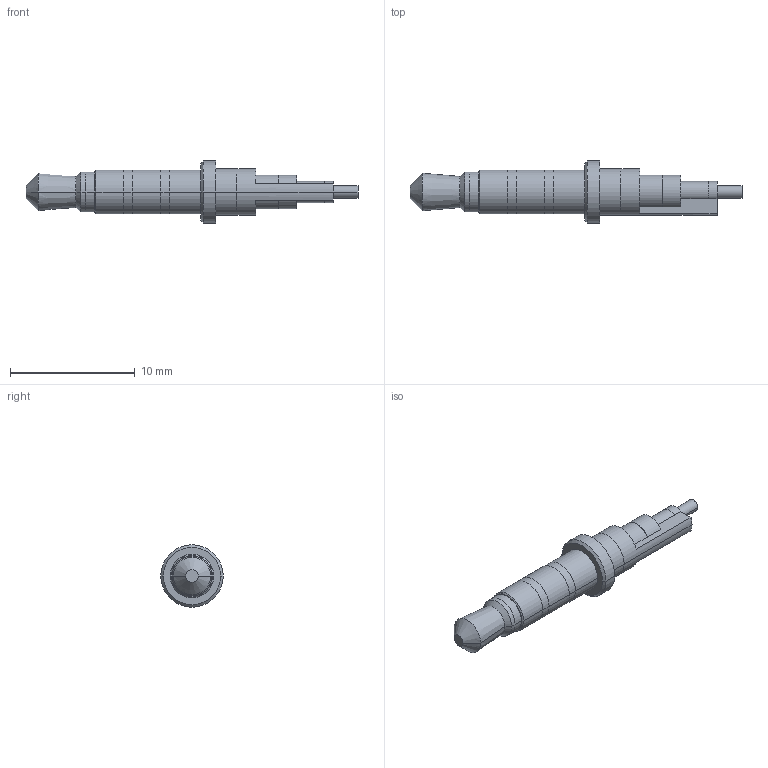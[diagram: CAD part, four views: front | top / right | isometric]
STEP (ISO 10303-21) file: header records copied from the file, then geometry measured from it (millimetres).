
FILE_DESCRIPTION (( 'STEP AP203' ), '1' );
FILE_NAME ('50-00948.STEP', '2020-05-19T22:09:12', ( '' ), ( '' ), 'SwSTEP 2.0', 'SolidWorks 2015', '' );
FILE_SCHEMA (( 'CONFIG_CONTROL_DESIGN' ));
Length unit declared in the file: millimetre
Products named in the file (12): 50-00948_ring1; 50-00948_tip_solder contact; 50-00948_tip; 50-00948_insulator4; 50-00948_ring2_solder contact; 50-00948_insulator2; 50-00948_insulator3; 50-00948_sleeve; 50-00948; 50-00948_ring1_solder contact; 50-00948_ring2; 50-00948_insulator1
Assembly tree (11 placements, depth 2):
  50-00948
    50-00948_tip
    50-00948_ring1
    50-00948_ring2
    50-00948_sleeve
    50-00948_tip_solder contact
    50-00948_insulator1
    50-00948_insulator2
    50-00948_insulator3
    50-00948_insulator4
    50-00948_ring2_solder contact
    50-00948_ring1_solder contact
Bounding box: 26.6 x 5 x 5 mm (x, y, z)
Volume: 205.3 mm3; surface area: 465 mm2
Topology: 11 solids, 11 shells, 71 faces, 127 edges, 80 vertices
Faces by surface type: cylinder 31, plane 30, cone 10
Entity records: 3029 total; most frequent: DIRECTION 371, CARTESIAN_POINT 292, ORIENTED_EDGE 254, AXIS2_PLACEMENT_3D 159, EDGE_CURVE 127, PERSON_AND_ORGANIZATION 107, CALENDAR_DATE 82, COORDINATED_UNIVERSAL_TIME_OFFSET 82
